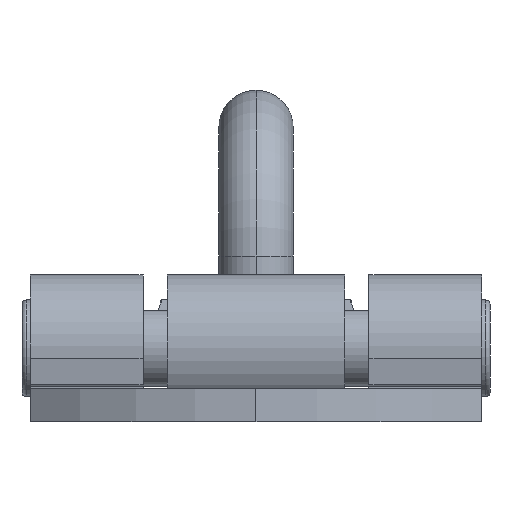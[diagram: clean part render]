
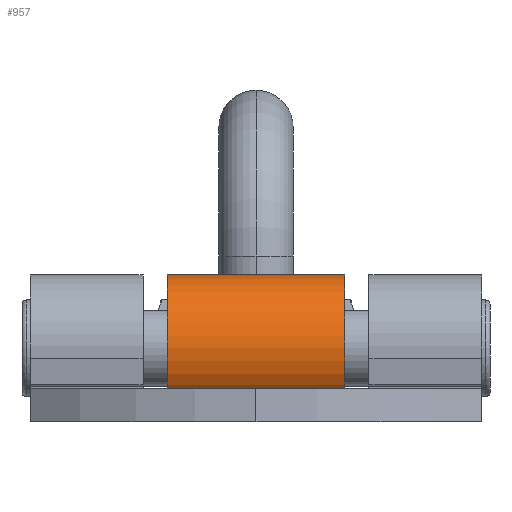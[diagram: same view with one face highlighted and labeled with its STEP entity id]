
A CAD part, left-side view. The second image highlights one B-rep face of the part: STEP entity #957.
In plain terms, the highlighted cylindrical face has radius 9.1 mm (diameter 18.2 mm), a partial arc.
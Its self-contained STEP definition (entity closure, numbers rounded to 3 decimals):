
#91 = FACE_OUTER_BOUND ( 'NONE', #2235, .T. ) ;
#159 = ORIENTED_EDGE ( 'NONE', *, *, #2364, .T. ) ;
#176 = CARTESIAN_POINT ( 'NONE',  ( -58., 11., 9.1 ) ) ;
#246 = CARTESIAN_POINT ( 'NONE',  ( -58., -11., 9.1 ) ) ;
#542 = DIRECTION ( 'NONE',  ( 0., 1., 0. ) ) ;
#665 = EDGE_CURVE ( 'NONE', #2406, #3923, #944, .T. ) ;
#751 = DIRECTION ( 'NONE',  ( 0., 0., -1. ) ) ;
#825 = CARTESIAN_POINT ( 'NONE',  ( -58., 11., 18.2 ) ) ;
#848 = CARTESIAN_POINT ( 'NONE',  ( -58., -11., 0. ) ) ;
#944 = CIRCLE ( 'NONE', #1972, 9.1 ) ;
#957 = ADVANCED_FACE ( 'NONE', ( #91 ), #2664, .T. ) ;
#1091 = DIRECTION ( 'NONE',  ( 0., -1., 0. ) ) ;
#1246 = LINE ( 'NONE', #1879, #3198 ) ;
#1565 = VERTEX_POINT ( 'NONE', #848 ) ;
#1649 = CARTESIAN_POINT ( 'NONE',  ( -58., 11., 0. ) ) ;
#1654 = ORIENTED_EDGE ( 'NONE', *, *, #665, .F. ) ;
#1780 = EDGE_CURVE ( 'NONE', #2406, #1565, #1246, .T. ) ;
#1879 = CARTESIAN_POINT ( 'NONE',  ( -58., 11., 0. ) ) ;
#1893 = CARTESIAN_POINT ( 'NONE',  ( -58., 11., 18.2 ) ) ;
#1963 = DIRECTION ( 'NONE',  ( 0., 0., 1. ) ) ;
#1972 = AXIS2_PLACEMENT_3D ( 'NONE', #176, #542, #3828 ) ;
#2072 = LINE ( 'NONE', #825, #4202 ) ;
#2235 = EDGE_LOOP ( 'NONE', ( #4209, #1654, #3218, #159 ) ) ;
#2364 = EDGE_CURVE ( 'NONE', #1565, #4145, #3281, .T. ) ;
#2406 = VERTEX_POINT ( 'NONE', #1649 ) ;
#2545 = DIRECTION ( 'NONE',  ( 0., -1., 0. ) ) ;
#2664 = CYLINDRICAL_SURFACE ( 'NONE', #3473, 9.1 ) ;
#3031 = CARTESIAN_POINT ( 'NONE',  ( -58., 11., 9.1 ) ) ;
#3198 = VECTOR ( 'NONE', #2545, 1000. ) ;
#3218 = ORIENTED_EDGE ( 'NONE', *, *, #1780, .T. ) ;
#3281 = CIRCLE ( 'NONE', #3489, 9.1 ) ;
#3287 = DIRECTION ( 'NONE',  ( 0., 1., 0. ) ) ;
#3335 = DIRECTION ( 'NONE',  ( 0., -1., 0. ) ) ;
#3473 = AXIS2_PLACEMENT_3D ( 'NONE', #3031, #3335, #751 ) ;
#3489 = AXIS2_PLACEMENT_3D ( 'NONE', #246, #3287, #1963 ) ;
#3828 = DIRECTION ( 'NONE',  ( 0., 0., 1. ) ) ;
#3872 = EDGE_CURVE ( 'NONE', #3923, #4145, #2072, .T. ) ;
#3916 = CARTESIAN_POINT ( 'NONE',  ( -58., -11., 18.2 ) ) ;
#3923 = VERTEX_POINT ( 'NONE', #1893 ) ;
#4145 = VERTEX_POINT ( 'NONE', #3916 ) ;
#4202 = VECTOR ( 'NONE', #1091, 1000. ) ;
#4209 = ORIENTED_EDGE ( 'NONE', *, *, #3872, .F. ) ;
